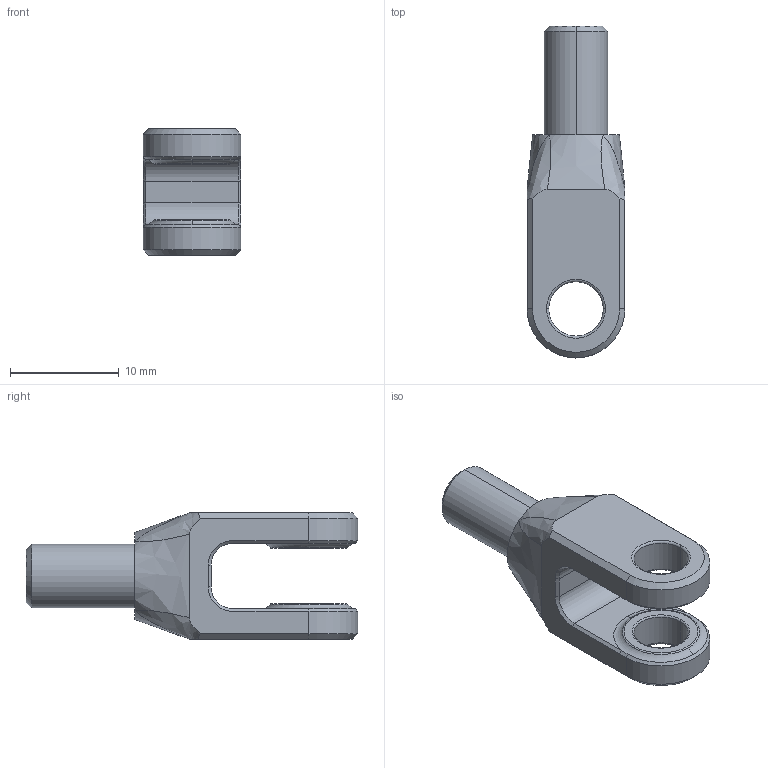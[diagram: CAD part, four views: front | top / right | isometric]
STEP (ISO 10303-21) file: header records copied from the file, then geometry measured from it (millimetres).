
FILE_DESCRIPTION (( 'STEP AP214' ), '1' );
FILE_NAME ('clevis.STEP', '2018-09-03T19:29:51', ( '' ), ( '' ), 'SwSTEP 2.0', 'SolidWorks 2015', '' );
FILE_SCHEMA (( 'AUTOMOTIVE_DESIGN' ));
Length unit declared in the file: millimetre
Products named in the file (1): clevis
Bounding box: 9 x 30.5 x 11.6 mm (x, y, z)
Volume: 1300.5 mm3; surface area: 1275.9 mm2
Topology: 1 solids, 1 shells, 76 faces, 182 edges, 106 vertices
Faces by surface type: plane 22, torus 20, cylinder 12, bspline 12, cone 10
Entity records: 2716 total; most frequent: CARTESIAN_POINT 981, DIRECTION 360, ORIENTED_EDGE 356, EDGE_CURVE 178, AXIS2_PLACEMENT_3D 153, VERTEX_POINT 106, CIRCLE 88, EDGE_LOOP 82
